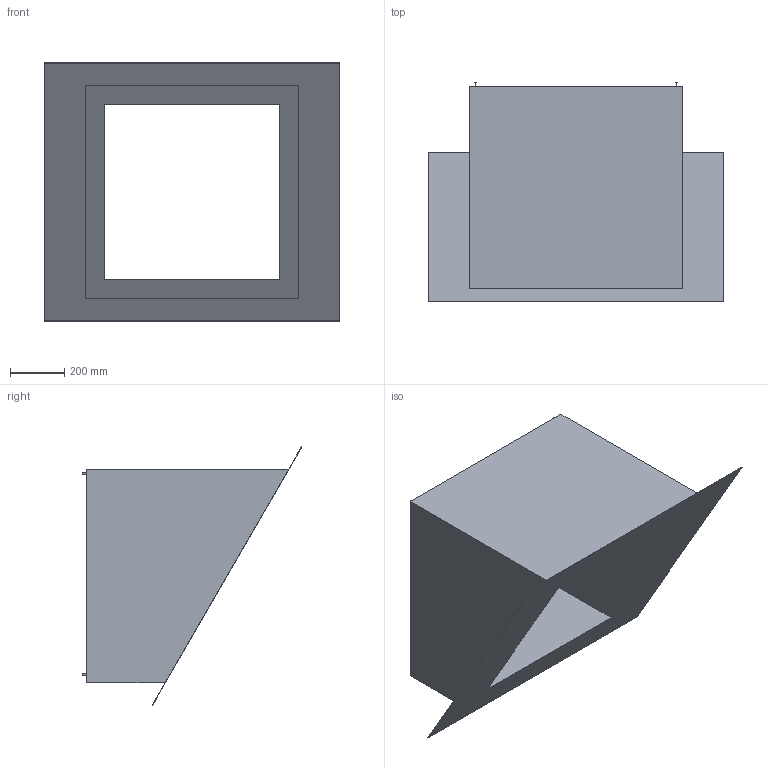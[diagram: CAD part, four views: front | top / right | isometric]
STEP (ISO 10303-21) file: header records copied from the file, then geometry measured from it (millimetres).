
FILE_DESCRIPTION (( 'STEP AP214' ), '1' );
FILE_NAME ('SOWT 45.step', '2009-11-24T14:24:03', ( 'Wolfgang Schmidt' ), ( 'WS-KO' ), 'SwSTEP 2.0', 'SolidWorks 2009', '' );
FILE_SCHEMA (( 'AUTOMOTIVE_DESIGN' ));
Length unit declared in the file: millimetre
Products named in the file (1): SOWT 45
Bounding box: 1085 x 806.23 x 948.8 mm (x, y, z)
Volume: 104134705.3 mm3; surface area: 4347690 mm2
Topology: 1 solids, 1 shells, 29 faces, 66 edges, 44 vertices
Faces by surface type: plane 21, cylinder 8
Entity records: 854 total; most frequent: DIRECTION 142, CARTESIAN_POINT 140, ORIENTED_EDGE 132, EDGE_CURVE 66, VECTOR 50, LINE 50, AXIS2_PLACEMENT_3D 46, VERTEX_POINT 44
